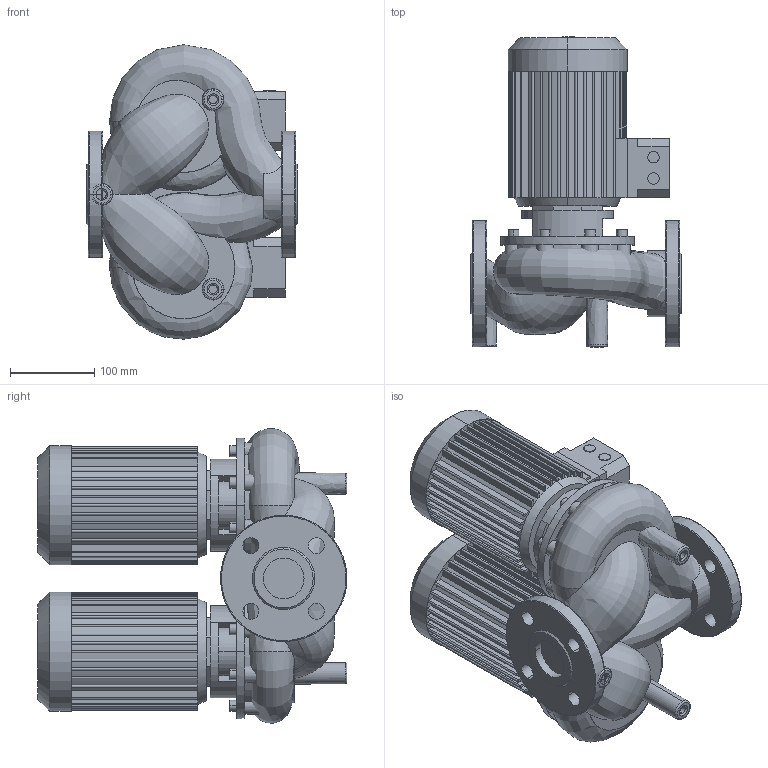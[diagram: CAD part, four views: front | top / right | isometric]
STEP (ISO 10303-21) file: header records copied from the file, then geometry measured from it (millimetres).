
FILE_DESCRIPTION((''),'2;1');
FILE_NAME('3d_DPL40_75-0_12_2-2157302.stp','2016-08-24T10:58:02',(''),(''),'Mechanical Desktop 2009','Mechanical Desktop 2009',', , ');
FILE_SCHEMA(('CONFIG_CONTROL_DESIGN'));
Length unit declared in the file: millimetre
Products named in the file (1): Product
Bounding box: 250 x 367.69 x 349.59 mm (x, y, z)
Volume: 12414588.3 mm3; surface area: 902749.8 mm2
Topology: 17 solids, 17 shells, 902 faces, 2313 edges, 1493 vertices
Faces by surface type: plane 438, bspline 230, cylinder 220, cone 10, torus 4
Entity records: 42798 total; most frequent: CARTESIAN_POINT 21137, ORIENTED_EDGE 4622, DIRECTION 4284, EDGE_CURVE 2311, VERTEX_POINT 1492, AXIS2_PLACEMENT_3D 1462, VECTOR 1360, LINE 1360
